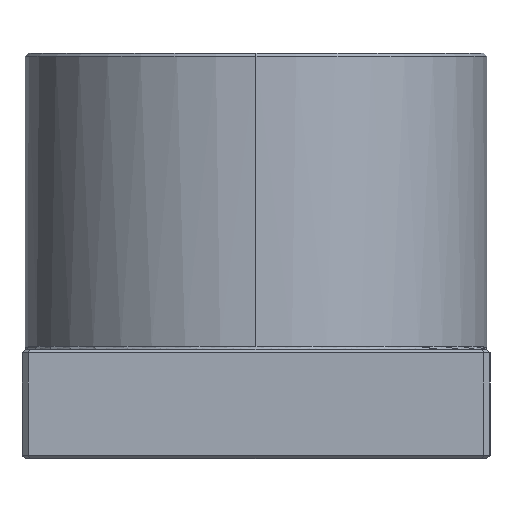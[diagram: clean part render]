
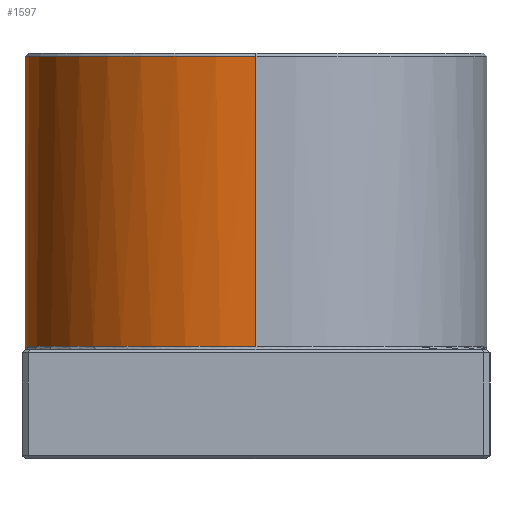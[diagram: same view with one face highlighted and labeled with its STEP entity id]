
A CAD part, left-side view. The second image highlights one B-rep face of the part: STEP entity #1597.
In plain terms, the highlighted cylindrical face has radius 74 mm (diameter 148 mm), a partial arc.
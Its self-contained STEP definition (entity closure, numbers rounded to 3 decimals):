
#10 = EDGE_CURVE ( 'NONE', #2578, #3361, #561, .T. ) ;
#25 = CARTESIAN_POINT ( 'NONE',  ( 0., 0., 129. ) ) ;
#41 = EDGE_CURVE ( 'NONE', #1678, #3361, #1637, .T. ) ;
#53 = B_SPLINE_CURVE_WITH_KNOTS ( 'NONE', 3,
 ( #3140, #1534, #3392, #1823, #227, #2093, #488, #2351 ),
 .UNSPECIFIED., .F., .F.,
 ( 4, 2, 2, 4 ),
 ( 0., 0.003, 0.006, 0.012 ),
 .UNSPECIFIED. ) ;
#71 = CARTESIAN_POINT ( 'NONE',  ( -74., 0., 130. ) ) ;
#105 = CARTESIAN_POINT ( 'NONE',  ( 0., 0., 36. ) ) ;
#119 = CARTESIAN_POINT ( 'NONE',  ( -74., 0., 129. ) ) ;
#136 = ORIENTED_EDGE ( 'NONE', *, *, #3244, .T. ) ;
#227 = CARTESIAN_POINT ( 'NONE',  ( 7.032, 73.672, 35.755 ) ) ;
#263 = DIRECTION ( 'NONE',  ( 0., 0., -1. ) ) ;
#296 = DIRECTION ( 'NONE',  ( 1., 0., 0. ) ) ;
#336 = ORIENTED_EDGE ( 'NONE', *, *, #675, .T. ) ;
#367 = ORIENTED_EDGE ( 'NONE', *, *, #3400, .T. ) ;
#488 = CARTESIAN_POINT ( 'NONE',  ( 2.013, 74., 35.236 ) ) ;
#561 = CIRCLE ( 'NONE', #1670, 74. ) ;
#565 = CARTESIAN_POINT ( 'NONE',  ( -7.032, 73.672, 35.755 ) ) ;
#652 = VERTEX_POINT ( 'NONE', #2963 ) ;
#675 = EDGE_CURVE ( 'NONE', #1678, #1718, #2030, .T. ) ;
#814 = CARTESIAN_POINT ( 'NONE',  ( -10.041, 73.323, 35.96 ) ) ;
#843 = DIRECTION ( 'NONE',  ( -1., 0., 0. ) ) ;
#881 = CARTESIAN_POINT ( 'NONE',  ( -12.044, 73.013, 36. ) ) ;
#890 = ORIENTED_EDGE ( 'NONE', *, *, #10, .T. ) ;
#1009 = CARTESIAN_POINT ( 'NONE',  ( 12.044, 73.013, 36. ) ) ;
#1049 = CARTESIAN_POINT ( 'NONE',  ( -74., 0., 36. ) ) ;
#1081 = CARTESIAN_POINT ( 'NONE',  ( -12.044, 73.013, 36. ) ) ;
#1163 = ORIENTED_EDGE ( 'NONE', *, *, #3069, .T. ) ;
#1292 = EDGE_CURVE ( 'NONE', #652, #2110, #3363, .T. ) ;
#1294 = VERTEX_POINT ( 'NONE', #3132 ) ;
#1334 = ORIENTED_EDGE ( 'NONE', *, *, #1292, .T. ) ;
#1415 = DIRECTION ( 'NONE',  ( 1., 0., 0. ) ) ;
#1475 = CYLINDRICAL_SURFACE ( 'NONE', #3154, 74. ) ;
#1534 = CARTESIAN_POINT ( 'NONE',  ( 11.044, 73.178, 36. ) ) ;
#1545 = FACE_OUTER_BOUND ( 'NONE', #2886, .T. ) ;
#1555 = CARTESIAN_POINT ( 'NONE',  ( 0., 0., 36. ) ) ;
#1597 = ADVANCED_FACE ( 'NONE', ( #1545 ), #1475, .T. ) ;
#1610 = CARTESIAN_POINT ( 'NONE',  ( 0., 74., 35. ) ) ;
#1637 = LINE ( 'NONE', #71, #3056 ) ;
#1662 = DIRECTION ( 'NONE',  ( 0., 0., -1. ) ) ;
#1670 = AXIS2_PLACEMENT_3D ( 'NONE', #105, #3241, #1415 ) ;
#1678 = VERTEX_POINT ( 'NONE', #119 ) ;
#1718 = VERTEX_POINT ( 'NONE', #2256 ) ;
#1823 = CARTESIAN_POINT ( 'NONE',  ( 8.035, 73.569, 35.838 ) ) ;
#1836 = DIRECTION ( 'NONE',  ( 1., 0., 0. ) ) ;
#1843 = LINE ( 'NONE', #2642, #2306 ) ;
#1892 = DIRECTION ( 'NONE',  ( 0., 0., -1. ) ) ;
#2024 = ORIENTED_EDGE ( 'NONE', *, *, #41, .F. ) ;
#2030 = CIRCLE ( 'NONE', #2195, 74. ) ;
#2093 = CARTESIAN_POINT ( 'NONE',  ( 4.023, 73.918, 35.472 ) ) ;
#2110 = VERTEX_POINT ( 'NONE', #1009 ) ;
#2168 = CARTESIAN_POINT ( 'NONE',  ( -4.023, 73.918, 35.472 ) ) ;
#2195 = AXIS2_PLACEMENT_3D ( 'NONE', #25, #1892, #296 ) ;
#2256 = CARTESIAN_POINT ( 'NONE',  ( 74., 0., 129. ) ) ;
#2306 = VECTOR ( 'NONE', #3179, 1000. ) ;
#2335 = AXIS2_PLACEMENT_3D ( 'NONE', #1555, #3408, #1836 ) ;
#2351 = CARTESIAN_POINT ( 'NONE',  ( 0., 74., 35. ) ) ;
#2423 = CARTESIAN_POINT ( 'NONE',  ( -8.035, 73.569, 35.838 ) ) ;
#2578 = VERTEX_POINT ( 'NONE', #881 ) ;
#2642 = CARTESIAN_POINT ( 'NONE',  ( 74., 0., 130. ) ) ;
#2684 = CARTESIAN_POINT ( 'NONE',  ( -11.044, 73.178, 36. ) ) ;
#2886 = EDGE_LOOP ( 'NONE', ( #336, #1163, #1334, #136, #367, #890, #2024 ) ) ;
#2963 = CARTESIAN_POINT ( 'NONE',  ( 74., 0., 36. ) ) ;
#2991 = CARTESIAN_POINT ( 'NONE',  ( 0., 0., 130. ) ) ;
#3043 = B_SPLINE_CURVE_WITH_KNOTS ( 'NONE', 3,
 ( #1610, #3204, #2168, #565, #2423, #814, #2684, #1081 ),
 .UNSPECIFIED., .F., .F.,
 ( 4, 2, 2, 4 ),
 ( 0., 0.006, 0.009, 0.012 ),
 .UNSPECIFIED. ) ;
#3056 = VECTOR ( 'NONE', #263, 1000. ) ;
#3069 = EDGE_CURVE ( 'NONE', #1718, #652, #1843, .T. ) ;
#3132 = CARTESIAN_POINT ( 'NONE',  ( 0., 74., 35. ) ) ;
#3140 = CARTESIAN_POINT ( 'NONE',  ( 12.044, 73.013, 36. ) ) ;
#3154 = AXIS2_PLACEMENT_3D ( 'NONE', #2991, #1662, #843 ) ;
#3179 = DIRECTION ( 'NONE',  ( 0., 0., -1. ) ) ;
#3204 = CARTESIAN_POINT ( 'NONE',  ( -2.012, 74., 35.235 ) ) ;
#3241 = DIRECTION ( 'NONE',  ( 0., 0., 1. ) ) ;
#3244 = EDGE_CURVE ( 'NONE', #2110, #1294, #53, .T. ) ;
#3361 = VERTEX_POINT ( 'NONE', #1049 ) ;
#3363 = CIRCLE ( 'NONE', #2335, 74. ) ;
#3392 = CARTESIAN_POINT ( 'NONE',  ( 10.041, 73.323, 35.96 ) ) ;
#3400 = EDGE_CURVE ( 'NONE', #1294, #2578, #3043, .T. ) ;
#3408 = DIRECTION ( 'NONE',  ( 0., 0., 1. ) ) ;
